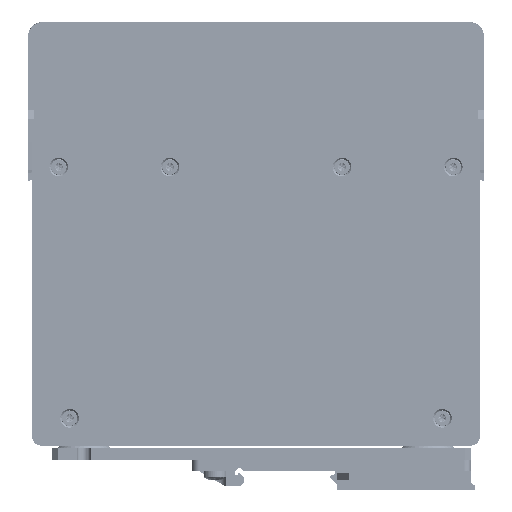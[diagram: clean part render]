
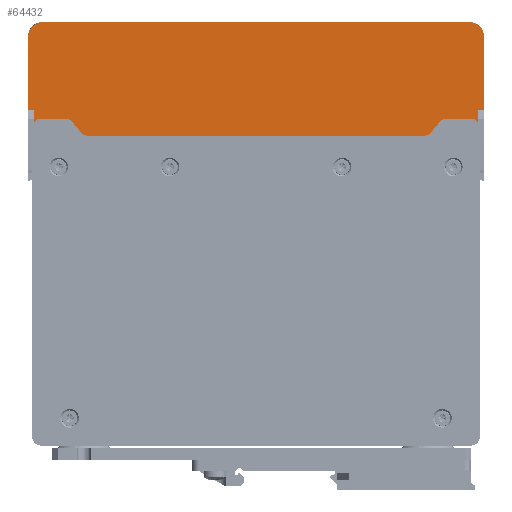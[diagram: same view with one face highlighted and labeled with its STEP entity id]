
A CAD part, left-side view. The second image highlights one B-rep face of the part: STEP entity #64432.
In plain terms, the highlighted face is planar.
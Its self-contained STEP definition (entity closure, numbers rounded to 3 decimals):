
#10082=CARTESIAN_POINT('',(-141.103,1.35,
-79.5));
#10083=CARTESIAN_POINT('',(-141.483,1.35,
-79.5));
#10084=CARTESIAN_POINT('',(-142.222,1.35,
-79.416));
#10085=CARTESIAN_POINT('',(-143.291,1.35,
-79.043));
#10086=CARTESIAN_POINT('',(-144.245,1.35,
-78.443));
#10087=CARTESIAN_POINT('',(-145.043,1.35,
-77.645));
#10088=CARTESIAN_POINT('',(-145.643,1.35,
-76.691));
#10089=CARTESIAN_POINT('',(-146.016,1.35,
-75.622));
#10090=CARTESIAN_POINT('',(-146.1,1.35,
-74.883));
#10091=CARTESIAN_POINT('',(-146.1,1.35,
-74.503));
#10093=DIRECTION('',(0.,0.,1.));
#10094=VECTOR('',#10093,149.006);
#10095=CARTESIAN_POINT('',(-146.1,1.35,
-74.503));
#10096=LINE('',#10095,#10094);
#10097=CARTESIAN_POINT('',(-146.1,1.35,
74.503));
#10098=CARTESIAN_POINT('',(-146.1,1.35,
74.883));
#10099=CARTESIAN_POINT('',(-146.016,1.35,
75.622));
#10100=CARTESIAN_POINT('',(-145.643,1.35,
76.691));
#10101=CARTESIAN_POINT('',(-145.043,1.35,
77.645));
#10102=CARTESIAN_POINT('',(-144.245,1.35,
78.443));
#10103=CARTESIAN_POINT('',(-143.291,1.35,
79.043));
#10104=CARTESIAN_POINT('',(-142.222,1.35,
79.416));
#10105=CARTESIAN_POINT('',(-141.483,1.35,
79.5));
#10106=CARTESIAN_POINT('',(-141.103,1.35,
79.5));
#10108=DIRECTION('',(1.,0.,0.));
#10109=VECTOR('',#10108,25.703);
#10110=CARTESIAN_POINT('',(-141.103,1.35,
79.5));
#10111=LINE('',#10110,#10109);
#10112=DIRECTION('',(0.,0.,-1.));
#10113=VECTOR('',#10112,2.);
#10114=CARTESIAN_POINT('',(-115.4,1.35,79.5));
#10115=LINE('',#10114,#10113);
#10116=DIRECTION('',(0.707,0.,-0.707));
#10117=VECTOR('',#10116,6.081);
#10118=CARTESIAN_POINT('',(-110.4,1.35,64.019));
#10119=LINE('',#10118,#10117);
#10120=DIRECTION('',(-0.707,0.,-0.707));
#10121=VECTOR('',#10120,6.081);
#10122=CARTESIAN_POINT('',(-106.1,1.35,-59.719));
#10123=LINE('',#10122,#10121);
#10124=DIRECTION('',(0.,0.,-1.));
#10125=VECTOR('',#10124,2.);
#10126=CARTESIAN_POINT('',(-115.4,1.35,-77.5));
#10127=LINE('',#10126,#10125);
#10128=DIRECTION('',(-1.,0.,0.));
#10129=VECTOR('',#10128,25.703);
#10130=CARTESIAN_POINT('',(-115.4,1.35,-79.5));
#10131=LINE('',#10130,#10129);
#10152=DIRECTION('',(-1.,0.,0.));
#10153=VECTOR('',#10152,5.);
#10154=CARTESIAN_POINT('',(-110.4,1.35,77.5));
#10155=LINE('',#10154,#10153);
#10160=DIRECTION('',(0.,0.,1.));
#10161=VECTOR('',#10160,13.481);
#10162=CARTESIAN_POINT('',(-110.4,1.35,64.019));
#10163=LINE('',#10162,#10161);
#10168=DIRECTION('',(0.,0.,1.));
#10169=VECTOR('',#10168,119.438);
#10170=CARTESIAN_POINT('',(-106.1,1.35,-59.719));
#10171=LINE('',#10170,#10169);
#10184=DIRECTION('',(0.,0.,1.));
#10185=VECTOR('',#10184,13.481);
#10186=CARTESIAN_POINT('',(-110.4,1.35,-77.5));
#10187=LINE('',#10186,#10185);
#10192=DIRECTION('',(1.,0.,0.));
#10193=VECTOR('',#10192,5.);
#10194=CARTESIAN_POINT('',(-115.4,1.35,-77.5));
#10195=LINE('',#10194,#10193);
#45363=CARTESIAN_POINT('',(-146.1,1.35,
-74.503));
#45364=VERTEX_POINT('',#45363);
#45365=VERTEX_POINT('',#10082);
#45366=CARTESIAN_POINT('',(-146.1,1.35,
74.503));
#45367=VERTEX_POINT('',#45366);
#45368=CARTESIAN_POINT('',(-141.103,1.35,
79.5));
#45369=VERTEX_POINT('',#45368);
#45394=CARTESIAN_POINT('',(-115.4,1.35,79.5));
#45395=VERTEX_POINT('',#45394);
#45402=CARTESIAN_POINT('',(-115.4,1.35,-79.5));
#45403=VERTEX_POINT('',#45402);
#45426=CARTESIAN_POINT('',(-115.4,1.35,77.5));
#45427=VERTEX_POINT('',#45426);
#45428=CARTESIAN_POINT('',(-110.4,1.35,77.5));
#45429=VERTEX_POINT('',#45428);
#45430=CARTESIAN_POINT('',(-110.4,1.35,64.019));
#45431=VERTEX_POINT('',#45430);
#45432=CARTESIAN_POINT('',(-106.1,1.35,59.719));
#45433=VERTEX_POINT('',#45432);
#45434=CARTESIAN_POINT('',(-106.1,1.35,-59.719));
#45435=VERTEX_POINT('',#45434);
#45436=CARTESIAN_POINT('',(-110.4,1.35,-64.019));
#45437=VERTEX_POINT('',#45436);
#45438=CARTESIAN_POINT('',(-110.4,1.35,-77.5));
#45439=VERTEX_POINT('',#45438);
#45440=CARTESIAN_POINT('',(-115.4,1.35,-77.5));
#45441=VERTEX_POINT('',#45440);
#64401=CARTESIAN_POINT('',(-104.1,1.35,0.));
#64402=DIRECTION('',(0.,-1.,0.));
#64403=DIRECTION('',(0.,0.,1.));
#64404=AXIS2_PLACEMENT_3D('',#64401,#64402,#64403);
#64405=PLANE('',#64404);
#64406=ORIENTED_EDGE('',*,*,#63685,.T.);
#64408=ORIENTED_EDGE('',*,*,#64407,.T.);
#64409=ORIENTED_EDGE('',*,*,#64387,.T.);
#64410=ORIENTED_EDGE('',*,*,#64368,.T.);
#64412=ORIENTED_EDGE('',*,*,#64411,.T.);
#64414=ORIENTED_EDGE('',*,*,#64413,.F.);
#64416=ORIENTED_EDGE('',*,*,#64415,.F.);
#64418=ORIENTED_EDGE('',*,*,#64417,.T.);
#64420=ORIENTED_EDGE('',*,*,#64419,.F.);
#64422=ORIENTED_EDGE('',*,*,#64421,.T.);
#64424=ORIENTED_EDGE('',*,*,#64423,.F.);
#64426=ORIENTED_EDGE('',*,*,#64425,.F.);
#64428=ORIENTED_EDGE('',*,*,#64427,.T.);
#64429=ORIENTED_EDGE('',*,*,#63639,.T.);
#64430=EDGE_LOOP('',(#64406,#64408,#64409,#64410,#64412,#64414,#64416,#64418,
#64420,#64422,#64424,#64426,#64428,#64429));
#64431=FACE_OUTER_BOUND('',#64430,.F.);
#64432=ADVANCED_FACE('',(#64431),#64405,.T.);
#10092=B_SPLINE_CURVE_WITH_KNOTS('',3,(#10082,#10083,#10084,#10085,#10086,
#10087,#10088,#10089,#10090,#10091),.UNSPECIFIED.,.F.,.F.,(4,1,1,1,1,1,1,4),(
0.,0.143,0.286,0.429,0.571,
0.714,0.857,1.),.UNSPECIFIED.);
#10107=B_SPLINE_CURVE_WITH_KNOTS('',3,(#10097,#10098,#10099,#10100,#10101,
#10102,#10103,#10104,#10105,#10106),.UNSPECIFIED.,.F.,.F.,(4,1,1,1,1,1,1,4),(
0.,0.143,0.286,0.429,0.571,
0.714,0.857,1.),.UNSPECIFIED.);
#63639=EDGE_CURVE('',#45403,#45365,#10131,.T.);
#63685=EDGE_CURVE('',#45365,#45364,#10092,.T.);
#64368=EDGE_CURVE('',#45369,#45395,#10111,.T.);
#64387=EDGE_CURVE('',#45367,#45369,#10107,.T.);
#64407=EDGE_CURVE('',#45364,#45367,#10096,.T.);
#64411=EDGE_CURVE('',#45395,#45427,#10115,.T.);
#64413=EDGE_CURVE('',#45429,#45427,#10155,.T.);
#64415=EDGE_CURVE('',#45431,#45429,#10163,.T.);
#64417=EDGE_CURVE('',#45431,#45433,#10119,.T.);
#64419=EDGE_CURVE('',#45435,#45433,#10171,.T.);
#64421=EDGE_CURVE('',#45435,#45437,#10123,.T.);
#64423=EDGE_CURVE('',#45439,#45437,#10187,.T.);
#64425=EDGE_CURVE('',#45441,#45439,#10195,.T.);
#64427=EDGE_CURVE('',#45441,#45403,#10127,.T.);
